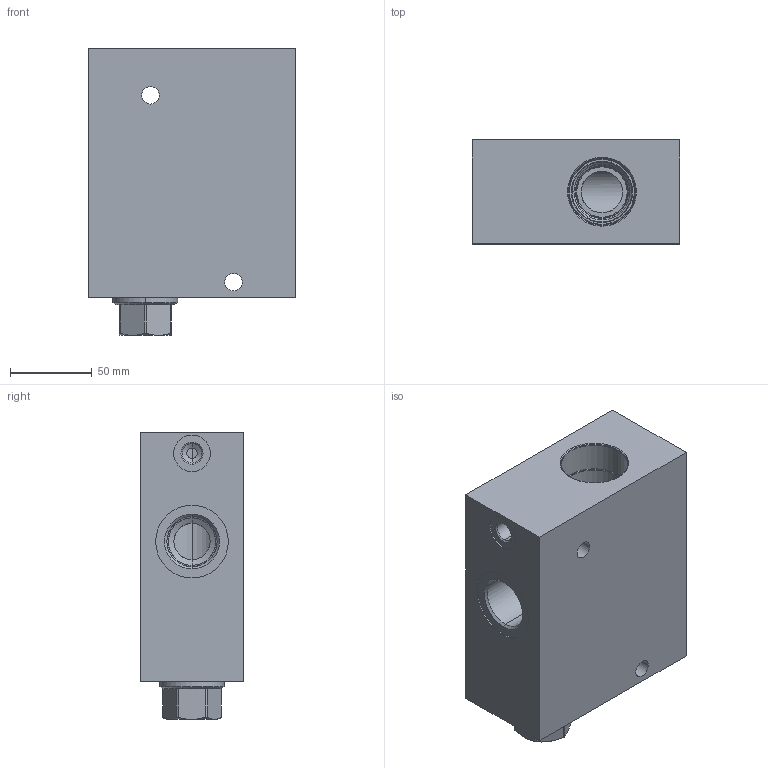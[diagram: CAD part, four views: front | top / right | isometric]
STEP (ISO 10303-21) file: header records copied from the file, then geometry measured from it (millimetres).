
FILE_DESCRIPTION((''),'2;1');
FILE_NAME('P4X_ASM','2019-07-26T',('ProEService'),(''),'PRO/ENGINEER BY PARAMETRIC TECHNOLOGY CORPORATION, 2014200','PRO/ENGINEER BY PARAMETRIC TECHNOLOGY CORPORATION, 2014200','');
FILE_SCHEMA(('CONFIG_CONTROL_DESIGN'));
Length unit declared in the file: inch
Products named in the file (3): 151-917-008; CXGDXCN; P4X_ASM
Assembly tree (2 placements, depth 2):
  P4X_ASM
    151-917-008
    CXGDXCN
Bounding box: 127 x 63.5 x 175.44 mm (x, y, z)
Volume: 1010038.8 mm3; surface area: 125712.1 mm2
Topology: 3 solids, 3 shells, 288 faces, 901 edges, 738 vertices
Faces by surface type: cylinder 138, cone 69, plane 47, torus 28, revolution 6
Entity records: 11503 total; most frequent: CARTESIAN_POINT 3559, DIRECTION 1733, ORIENTED_EDGE 1306, EDGE_CURVE 653, AXIS2_PLACEMENT_3D 632, VECTOR 463, LINE 463, VERTEX_POINT 391
